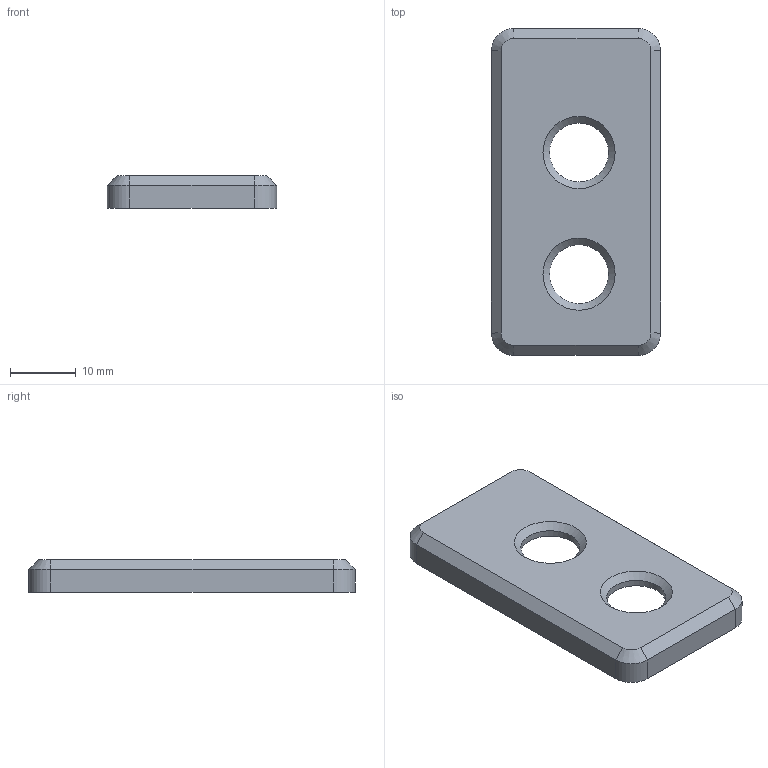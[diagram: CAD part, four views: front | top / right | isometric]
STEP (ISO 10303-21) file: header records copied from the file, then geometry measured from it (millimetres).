
FILE_DESCRIPTION(('FreeCAD Model'),'2;1');
FILE_NAME('Open CASCADE Shape Model','2025-01-08T21:48:11',(''),(''), 'Open CASCADE STEP processor 7.6','FreeCAD','Unknown');
FILE_SCHEMA(('AUTOMOTIVE_DESIGN { 1 0 10303 214 1 1 1 1 }'));
Length unit declared in the file: millimetre
Products named in the file (1): top
Bounding box: 25.8 x 49.8 x 5 mm (x, y, z)
Volume: 3135.1 mm3; surface area: 3712.6 mm2
Topology: 1 solids, 1 shells, 52 faces, 116 edges, 74 vertices
Faces by surface type: plane 26, cylinder 20, cone 6
Full cylindrical faces by diameter (mm): 3.3 x4, 6 x4, 9 x2
Entity records: 1478 total; most frequent: DIRECTION 268, CARTESIAN_POINT 243, ORIENTED_EDGE 232, EDGE_CURVE 116, AXIS2_PLACEMENT_3D 99, VERTEX_POINT 74, LINE 70, VECTOR 70
